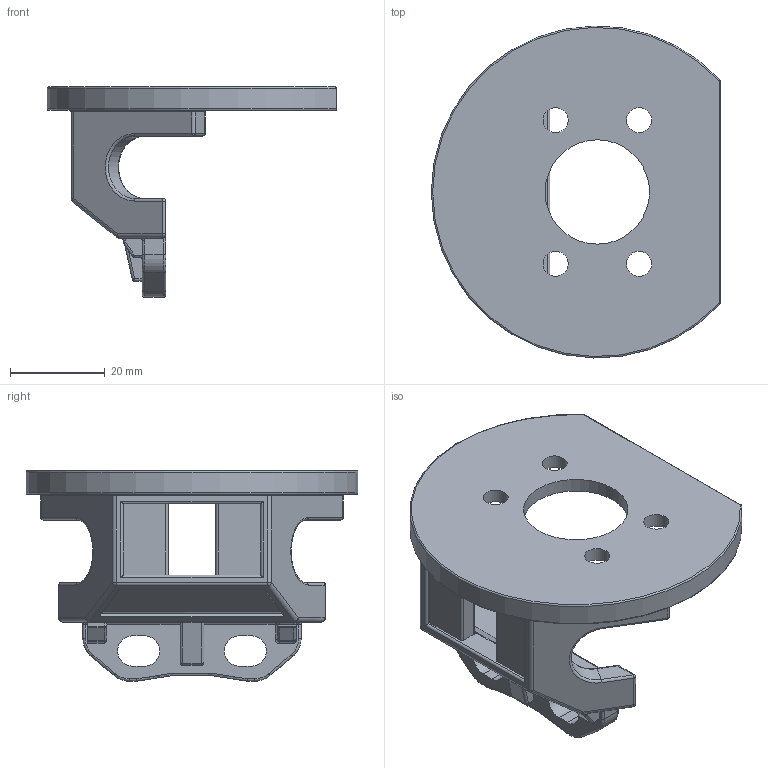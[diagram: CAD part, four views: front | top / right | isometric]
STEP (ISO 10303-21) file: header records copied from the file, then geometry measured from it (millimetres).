
FILE_DESCRIPTION(/* description */ ('BRACKET SV04 BF DN15-100/1"-4"'),/* implementation_level */ '2;1');
FILE_NAME(/* name */ '091581402026.stp',/* time_stamp */ '2021-03-05T13:18:36+01:00',/* author */ ('csiebelds'),/* organization */ (''),/* preprocessor_version */ 'ST-DEVELOPER v18',/* originating_system */ 'Autodesk Inventor 2020',/* authorisation */ '');
FILE_SCHEMA (('CONFIG_CONTROL_DESIGN'));
Length unit declared in the file: millimetre
Products named in the file (1): ENG-064456
Bounding box: 61 x 69.98 x 44.4 mm (x, y, z)
Volume: 23542.8 mm3; surface area: 13343.3 mm2
Topology: 1 solids, 1 shells, 273 faces, 643 edges, 361 vertices
Faces by surface type: cylinder 139, plane 66, torus 27, sphere 25, bspline 16
Full cylindrical faces by diameter (mm): 5.3 x4, 22 x1
Entity records: 8087 total; most frequent: CARTESIAN_POINT 1725, DIRECTION 1430, ORIENTED_EDGE 1262, EDGE_CURVE 631, AXIS2_PLACEMENT_3D 552, VERTEX_POINT 361, LINE 326, VECTOR 326
